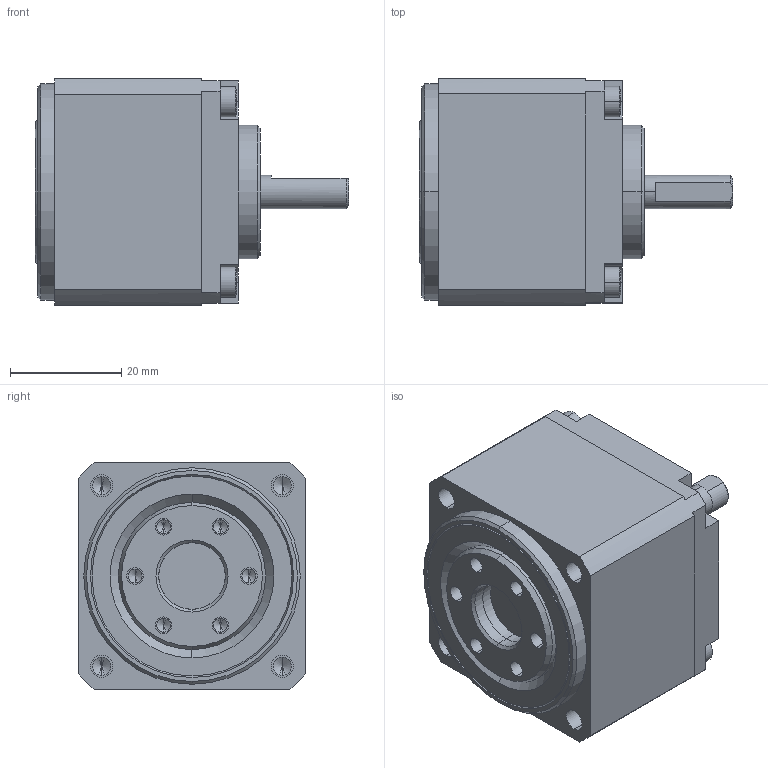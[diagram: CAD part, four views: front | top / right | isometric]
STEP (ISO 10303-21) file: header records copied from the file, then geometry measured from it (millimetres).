
FILE_DESCRIPTION (( 'STEP AP214' ), '1' );
FILE_NAME ('CSF-11-1U-F.STEP', '2016-11-01T14:34:25', ( '' ), ( '' ), 'SwSTEP 2.0', 'SolidWorks 2015', '' );
FILE_SCHEMA (( 'AUTOMOTIVE_DESIGN' ));
Length unit declared in the file: millimetre
Products named in the file (1): CSF-11-1U-F
Bounding box: 56.5 x 40.9 x 40.9 mm (x, y, z)
Volume: 58725.7 mm3; surface area: 10981.4 mm2
Topology: 1 solids, 1 shells, 199 faces, 464 edges, 284 vertices
Faces by surface type: plane 79, cylinder 74, cone 46
Entity records: 5576 total; most frequent: DIRECTION 1026, CARTESIAN_POINT 940, ORIENTED_EDGE 888, EDGE_CURVE 444, AXIS2_PLACEMENT_3D 384, VERTEX_POINT 284, LINE 258, VECTOR 258
